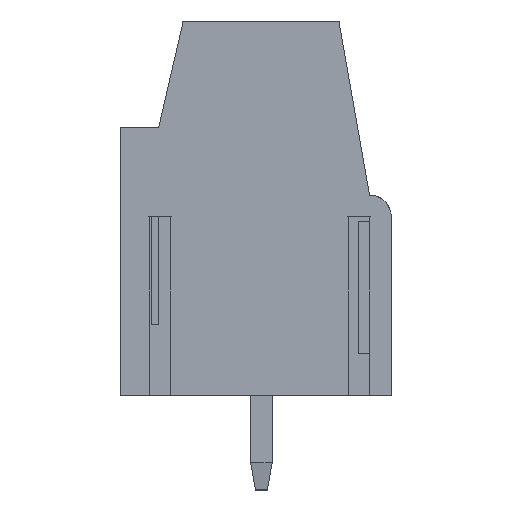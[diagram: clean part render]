
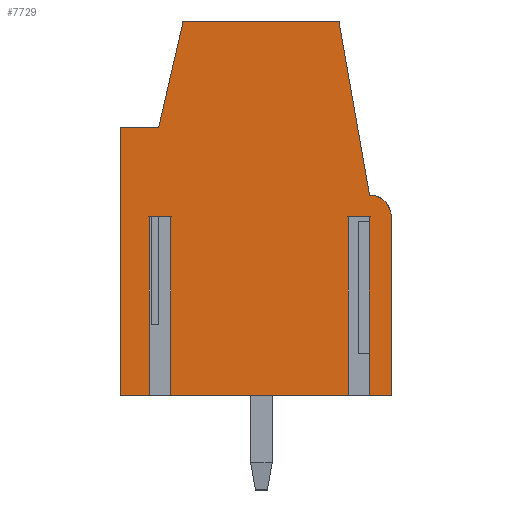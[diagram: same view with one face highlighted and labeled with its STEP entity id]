
A CAD part, left-side view. The second image highlights one B-rep face of the part: STEP entity #7729.
In plain terms, the highlighted planar face has unit normal (-1, 0, 0).
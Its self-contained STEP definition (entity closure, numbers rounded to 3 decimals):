
#7666=AXIS2_PLACEMENT_3D('Plane Axis2P3D',#7663,#7664,#7665) ;
#6641=CARTESIAN_POINT('Vertex',(0.,0.,3.5)) ;
#6644=CARTESIAN_POINT('Line Origine',(0.,0.405,3.5)) ;
#6648=CARTESIAN_POINT('Vertex',(0.,0.81,3.5)) ;
#6669=CARTESIAN_POINT('Vertex',(0.,1.59,3.5)) ;
#6672=CARTESIAN_POINT('Line Origine',(0.,4.875,3.5)) ;
#6676=CARTESIAN_POINT('Vertex',(0.,8.16,3.5)) ;
#6697=CARTESIAN_POINT('Vertex',(0.,8.94,3.5)) ;
#6700=CARTESIAN_POINT('Line Origine',(0.,9.47,3.5)) ;
#6704=CARTESIAN_POINT('Vertex',(0.,10.,3.5)) ;
#7148=CARTESIAN_POINT('Line Origine',(0.,10.,8.45)) ;
#7152=CARTESIAN_POINT('Vertex',(0.,10.,13.4)) ;
#7299=CARTESIAN_POINT('Vertex',(0.,8.6,13.4)) ;
#7302=CARTESIAN_POINT('Line Origine',(0.,8.15,15.35)) ;
#7306=CARTESIAN_POINT('Vertex',(0.,7.7,17.3)) ;
#7337=CARTESIAN_POINT('Line Origine',(0.,4.814,17.3)) ;
#7341=CARTESIAN_POINT('Vertex',(0.,1.928,17.3)) ;
#7404=CARTESIAN_POINT('Line Origine',(0.,1.364,14.1)) ;
#7408=CARTESIAN_POINT('Vertex',(0.,0.8,10.9)) ;
#7436=CARTESIAN_POINT('Control Point',(0.,0.,10.1)) ;
#7437=CARTESIAN_POINT('Control Point',(0.,0.,10.414)) ;
#7438=CARTESIAN_POINT('Control Point',(0.,0.168,10.732)) ;
#7439=CARTESIAN_POINT('Control Point',(0.,0.486,10.9)) ;
#7440=CARTESIAN_POINT('Control Point',(0.,0.8,10.9)) ;
#7441=CARTESIAN_POINT('Vertex',(0.,0.,10.1)) ;
#7470=CARTESIAN_POINT('Line Origine',(0.,0.,6.8)) ;
#7663=CARTESIAN_POINT('Axis2P3D Location',(0.,10.,0.3)) ;
#7668=CARTESIAN_POINT('Line Origine',(0.,1.59,6.8)) ;
#7672=CARTESIAN_POINT('Vertex',(0.,1.59,10.1)) ;
#7675=CARTESIAN_POINT('Line Origine',(0.,1.2,10.1)) ;
#7679=CARTESIAN_POINT('Vertex',(0.,0.81,10.1)) ;
#7682=CARTESIAN_POINT('Line Origine',(0.,0.81,6.8)) ;
#7687=CARTESIAN_POINT('Line Origine',(0.,9.3,13.4)) ;
#7692=CARTESIAN_POINT('Line Origine',(0.,8.94,6.8)) ;
#7696=CARTESIAN_POINT('Vertex',(0.,8.94,10.1)) ;
#7699=CARTESIAN_POINT('Line Origine',(0.,8.55,10.1)) ;
#7703=CARTESIAN_POINT('Vertex',(0.,8.16,10.1)) ;
#7706=CARTESIAN_POINT('Line Origine',(0.,8.16,6.8)) ;
#6645=DIRECTION('Vector Direction',(0.,-1.,0.)) ;
#6673=DIRECTION('Vector Direction',(0.,-1.,0.)) ;
#6701=DIRECTION('Vector Direction',(0.,-1.,0.)) ;
#7149=DIRECTION('Vector Direction',(0.,0.,-1.)) ;
#7303=DIRECTION('Vector Direction',(0.,0.225,-0.974)) ;
#7338=DIRECTION('Vector Direction',(0.,1.,0.)) ;
#7405=DIRECTION('Vector Direction',(0.,0.174,0.985)) ;
#7471=DIRECTION('Vector Direction',(0.,0.,1.)) ;
#7664=DIRECTION('Axis2P3D Direction',(-1.,0.,0.)) ;
#7665=DIRECTION('Axis2P3D XDirection',(0.,1.,0.)) ;
#7669=DIRECTION('Vector Direction',(0.,0.,1.)) ;
#7676=DIRECTION('Vector Direction',(0.,1.,0.)) ;
#7683=DIRECTION('Vector Direction',(0.,0.,1.)) ;
#7688=DIRECTION('Vector Direction',(0.,1.,0.)) ;
#7693=DIRECTION('Vector Direction',(0.,0.,1.)) ;
#7700=DIRECTION('Vector Direction',(0.,1.,0.)) ;
#7707=DIRECTION('Vector Direction',(0.,0.,1.)) ;
#6646=VECTOR('Line Direction',#6645,1.) ;
#6674=VECTOR('Line Direction',#6673,1.) ;
#6702=VECTOR('Line Direction',#6701,1.) ;
#7150=VECTOR('Line Direction',#7149,1.) ;
#7304=VECTOR('Line Direction',#7303,1.) ;
#7339=VECTOR('Line Direction',#7338,1.) ;
#7406=VECTOR('Line Direction',#7405,1.) ;
#7472=VECTOR('Line Direction',#7471,1.) ;
#7670=VECTOR('Line Direction',#7669,1.) ;
#7677=VECTOR('Line Direction',#7676,1.) ;
#7684=VECTOR('Line Direction',#7683,1.) ;
#7689=VECTOR('Line Direction',#7688,1.) ;
#7694=VECTOR('Line Direction',#7693,1.) ;
#7701=VECTOR('Line Direction',#7700,1.) ;
#7708=VECTOR('Line Direction',#7707,1.) ;
#7712=ORIENTED_EDGE('',*,*,#6678,.T.) ;
#7713=ORIENTED_EDGE('',*,*,#7674,.T.) ;
#7714=ORIENTED_EDGE('',*,*,#7681,.F.) ;
#7715=ORIENTED_EDGE('',*,*,#7686,.F.) ;
#7716=ORIENTED_EDGE('',*,*,#6650,.T.) ;
#7717=ORIENTED_EDGE('',*,*,#7474,.T.) ;
#7718=ORIENTED_EDGE('',*,*,#7443,.T.) ;
#7719=ORIENTED_EDGE('',*,*,#7410,.T.) ;
#7720=ORIENTED_EDGE('',*,*,#7343,.T.) ;
#7721=ORIENTED_EDGE('',*,*,#7308,.T.) ;
#7722=ORIENTED_EDGE('',*,*,#7691,.T.) ;
#7723=ORIENTED_EDGE('',*,*,#7154,.T.) ;
#7724=ORIENTED_EDGE('',*,*,#6706,.T.) ;
#7725=ORIENTED_EDGE('',*,*,#7698,.T.) ;
#7726=ORIENTED_EDGE('',*,*,#7705,.F.) ;
#7727=ORIENTED_EDGE('',*,*,#7710,.F.) ;
#7729=ADVANCED_FACE('HOUSING',(#7728),#7667,.T.) ;
#7435=B_SPLINE_CURVE_WITH_KNOTS('',4,(#7436,#7437,#7438,#7439,#7440),.UNSPECIFIED.,.F.,.U.,(5,5),(-0.628,0.628),.UNSPECIFIED.) ;
#6650=EDGE_CURVE('',#6649,#6642,#6647,.T.) ;
#6678=EDGE_CURVE('',#6677,#6670,#6675,.T.) ;
#6706=EDGE_CURVE('',#6705,#6698,#6703,.T.) ;
#7154=EDGE_CURVE('',#7153,#6705,#7151,.T.) ;
#7308=EDGE_CURVE('',#7307,#7300,#7305,.T.) ;
#7343=EDGE_CURVE('',#7342,#7307,#7340,.T.) ;
#7410=EDGE_CURVE('',#7409,#7342,#7407,.T.) ;
#7443=EDGE_CURVE('',#7442,#7409,#7435,.T.) ;
#7474=EDGE_CURVE('',#6642,#7442,#7473,.T.) ;
#7674=EDGE_CURVE('',#6670,#7673,#7671,.T.) ;
#7681=EDGE_CURVE('',#7680,#7673,#7678,.T.) ;
#7686=EDGE_CURVE('',#6649,#7680,#7685,.T.) ;
#7691=EDGE_CURVE('',#7300,#7153,#7690,.T.) ;
#7698=EDGE_CURVE('',#6698,#7697,#7695,.T.) ;
#7705=EDGE_CURVE('',#7704,#7697,#7702,.T.) ;
#7710=EDGE_CURVE('',#6677,#7704,#7709,.T.) ;
#7711=EDGE_LOOP('',(#7712,#7713,#7714,#7715,#7716,#7717,#7718,#7719,#7720,#7721,#7722,#7723,#7724,#7725,#7726,#7727)) ;
#7728=FACE_OUTER_BOUND('',#7711,.T.) ;
#6647=LINE('Line',#6644,#6646) ;
#6675=LINE('Line',#6672,#6674) ;
#6703=LINE('Line',#6700,#6702) ;
#7151=LINE('Line',#7148,#7150) ;
#7305=LINE('Line',#7302,#7304) ;
#7340=LINE('Line',#7337,#7339) ;
#7407=LINE('Line',#7404,#7406) ;
#7473=LINE('Line',#7470,#7472) ;
#7671=LINE('Line',#7668,#7670) ;
#7678=LINE('Line',#7675,#7677) ;
#7685=LINE('Line',#7682,#7684) ;
#7690=LINE('Line',#7687,#7689) ;
#7695=LINE('Line',#7692,#7694) ;
#7702=LINE('Line',#7699,#7701) ;
#7709=LINE('Line',#7706,#7708) ;
#7667=PLANE('',#7666) ;
#6642=VERTEX_POINT('',#6641) ;
#6649=VERTEX_POINT('',#6648) ;
#6670=VERTEX_POINT('',#6669) ;
#6677=VERTEX_POINT('',#6676) ;
#6698=VERTEX_POINT('',#6697) ;
#6705=VERTEX_POINT('',#6704) ;
#7153=VERTEX_POINT('',#7152) ;
#7300=VERTEX_POINT('',#7299) ;
#7307=VERTEX_POINT('',#7306) ;
#7342=VERTEX_POINT('',#7341) ;
#7409=VERTEX_POINT('',#7408) ;
#7442=VERTEX_POINT('',#7441) ;
#7673=VERTEX_POINT('',#7672) ;
#7680=VERTEX_POINT('',#7679) ;
#7697=VERTEX_POINT('',#7696) ;
#7704=VERTEX_POINT('',#7703) ;
